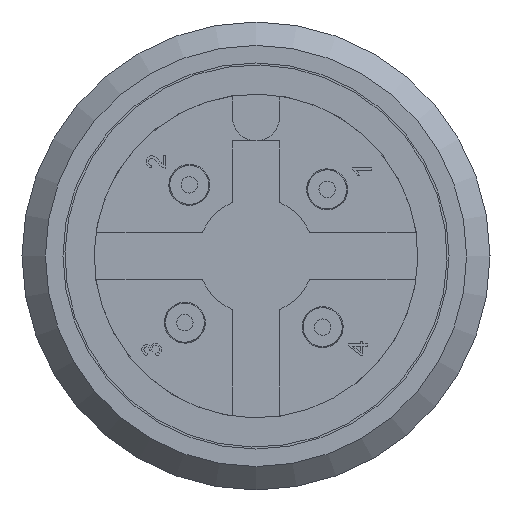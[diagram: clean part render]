
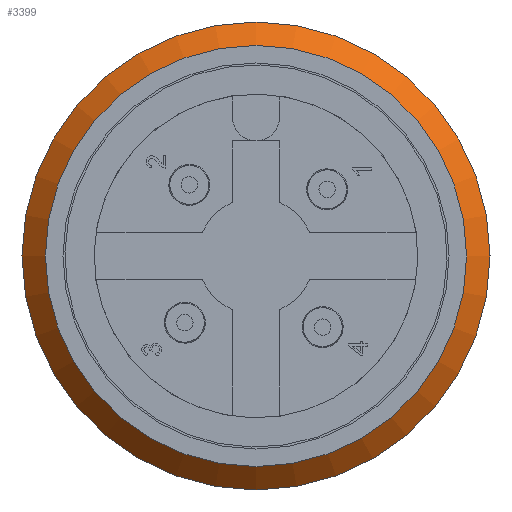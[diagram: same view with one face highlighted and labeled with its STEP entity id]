
A CAD part, left-side view. The second image highlights one B-rep face of the part: STEP entity #3399.
In plain terms, the highlighted conical face has half-angle 45 degrees and reference radius 5.7 mm.
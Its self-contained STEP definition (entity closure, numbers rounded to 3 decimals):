
#14=CONICAL_SURFACE('',#3623,5.7,0.785);
#36=LINE('',#5132,#458);
#458=VECTOR('',#3912,5.7);
#949=FACE_OUTER_BOUND('',#1139,.T.);
#1139=EDGE_LOOP('',(#2284,#2285,#2286,#2287,#2288));
#1337=CIRCLE('',#3610,6.);
#1338=CIRCLE('',#3611,6.);
#1345=CIRCLE('',#3624,5.4);
#1409=VERTEX_POINT('',#4951);
#1410=VERTEX_POINT('',#4952);
#1425=VERTEX_POINT('',#5131);
#1744=EDGE_CURVE('',#1409,#1410,#1337,.T.);
#1745=EDGE_CURVE('',#1410,#1409,#1338,.T.);
#1766=EDGE_CURVE('',#1409,#1425,#36,.T.);
#1767=EDGE_CURVE('',#1425,#1425,#1345,.T.);
#2284=ORIENTED_EDGE('',*,*,#1744,.T.);
#2285=ORIENTED_EDGE('',*,*,#1745,.T.);
#2286=ORIENTED_EDGE('',*,*,#1766,.T.);
#2287=ORIENTED_EDGE('',*,*,#1767,.T.);
#2288=ORIENTED_EDGE('',*,*,#1766,.F.);
#3399=ADVANCED_FACE('',(#949),#14,.T.);
#3610=AXIS2_PLACEMENT_3D('',#4953,#3878,#3879);
#3611=AXIS2_PLACEMENT_3D('',#4954,#3880,#3881);
#3623=AXIS2_PLACEMENT_3D('',#5130,#3910,#3911);
#3624=AXIS2_PLACEMENT_3D('',#5133,#3913,#3914);
#3878=DIRECTION('center_axis',(-1.,0.,0.));
#3879=DIRECTION('ref_axis',(0.,0.,
-1.));
#3880=DIRECTION('center_axis',(-1.,0.,0.));
#3881=DIRECTION('ref_axis',(0.,0.,
-1.));
#3910=DIRECTION('center_axis',(1.,0.,0.));
#3911=DIRECTION('ref_axis',(0.,0.,
-1.));
#3912=DIRECTION('',(-0.707,0.,-0.707));
#3913=DIRECTION('center_axis',(1.,0.,0.));
#3914=DIRECTION('ref_axis',(0.,0.,
-1.));
#4951=CARTESIAN_POINT('',(-29.321,-9.986,19.838));
#4952=CARTESIAN_POINT('',(-29.321,-15.986,13.838));
#4953=CARTESIAN_POINT('Origin',(-29.321,-9.986,13.838));
#4954=CARTESIAN_POINT('Origin',(-29.321,-9.986,13.838));
#5130=CARTESIAN_POINT('Origin',(-29.621,-9.986,13.838));
#5131=CARTESIAN_POINT('',(-29.921,-9.986,19.238));
#5132=CARTESIAN_POINT('',(-29.621,-9.986,19.538));
#5133=CARTESIAN_POINT('Origin',(-29.921,-9.986,13.838));
